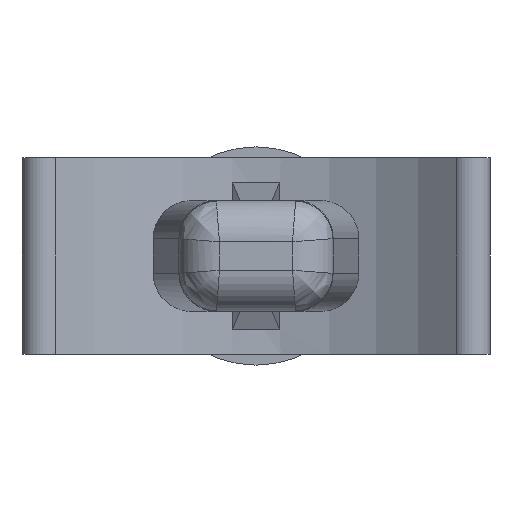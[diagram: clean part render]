
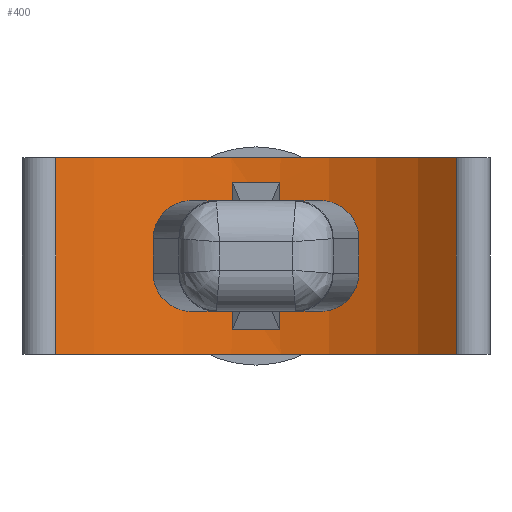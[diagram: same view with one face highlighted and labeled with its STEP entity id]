
A CAD part, front view. The second image highlights one B-rep face of the part: STEP entity #400.
In plain terms, the highlighted cylindrical face has radius 8.972 mm (diameter 17.943 mm), a partial arc.
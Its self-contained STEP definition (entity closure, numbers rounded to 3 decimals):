
#400 = ADVANCED_FACE( '', ( #807, #808 ), #809, .F. );
#807 = FACE_OUTER_BOUND( '', #2220, .T. );
#808 = FACE_BOUND( '', #2221, .T. );
#809 = CYLINDRICAL_SURFACE( '', #2222, 8.972 );
#2220 = EDGE_LOOP( '', ( #3285, #3286, #3287, #3288 ) );
#2221 = EDGE_LOOP( '', ( #3289, #3290, #3291, #3292 ) );
#2222 = AXIS2_PLACEMENT_3D( '', #3293, #3294, #3295 );
#3285 = ORIENTED_EDGE( '', *, *, #3720, .T. );
#3286 = ORIENTED_EDGE( '', *, *, #3660, .F. );
#3287 = ORIENTED_EDGE( '', *, *, #3767, .F. );
#3288 = ORIENTED_EDGE( '', *, *, #3478, .T. );
#3289 = ORIENTED_EDGE( '', *, *, #3513, .T. );
#3290 = ORIENTED_EDGE( '', *, *, #3386, .T. );
#3291 = ORIENTED_EDGE( '', *, *, #3785, .T. );
#3292 = ORIENTED_EDGE( '', *, *, #3559, .T. );
#3293 = CARTESIAN_POINT( '', ( 0., -18.522, 3.1 ) );
#3294 = DIRECTION( '', ( 0., 0., 1. ) );
#3295 = DIRECTION( '', ( -1., 0., 0. ) );
#3386 = EDGE_CURVE( '', #3862, #3863, #3864, .T. );
#3478 = EDGE_CURVE( '', #4018, #4016, #4019, .T. );
#3513 = EDGE_CURVE( '', #4068, #3862, #4069, .T. );
#3559 = EDGE_CURVE( '', #4132, #4068, #4133, .F. );
#3660 = EDGE_CURVE( '', #4276, #4271, #4278, .T. );
#3720 = EDGE_CURVE( '', #4016, #4271, #4354, .T. );
#3767 = EDGE_CURVE( '', #4018, #4276, #4407, .T. );
#3785 = EDGE_CURVE( '', #3863, #4132, #4427, .T. );
#3862 = VERTEX_POINT( '', #4528 );
#3863 = VERTEX_POINT( '', #4529 );
#3864 = LINE( '', #4530, #4531 );
#4016 = VERTEX_POINT( '', #4729 );
#4018 = VERTEX_POINT( '', #4731 );
#4019 = LINE( '', #4732, #4733 );
#4068 = VERTEX_POINT( '', #4796 );
#4069 = CIRCLE( '', #4797, 8.972 );
#4132 = VERTEX_POINT( '', #4881 );
#4133 = LINE( '', #4882, #4883 );
#4271 = VERTEX_POINT( '', #5070 );
#4276 = VERTEX_POINT( '', #5076 );
#4278 = LINE( '', #5078, #5079 );
#4354 = CIRCLE( '', #5188, 8.972 );
#4407 = CIRCLE( '', #5257, 8.972 );
#4427 = CIRCLE( '', #5281, 8.972 );
#4528 = CARTESIAN_POINT( '', ( 0.75, -9.581, 2.325 ) );
#4529 = CARTESIAN_POINT( '', ( 0.75, -9.581, -2.325 ) );
#4530 = CARTESIAN_POINT( '', ( 0.75, -9.581, 3.1 ) );
#4531 = VECTOR( '', #5339, 1000. );
#4729 = CARTESIAN_POINT( '', ( -6.334, -12.168, -3.1 ) );
#4731 = CARTESIAN_POINT( '', ( -6.334, -12.168, 3.1 ) );
#4732 = CARTESIAN_POINT( '', ( -6.334, -12.168, 3.1 ) );
#4733 = VECTOR( '', #5470, 1000. );
#4796 = CARTESIAN_POINT( '', ( -0.75, -9.581, 2.325 ) );
#4797 = AXIS2_PLACEMENT_3D( '', #5518, #5519, #5520 );
#4881 = CARTESIAN_POINT( '', ( -0.75, -9.581, -2.325 ) );
#4882 = CARTESIAN_POINT( '', ( -0.75, -9.581, 3.1 ) );
#4883 = VECTOR( '', #5578, 1000. );
#5070 = CARTESIAN_POINT( '', ( 6.334, -12.168, -3.1 ) );
#5076 = CARTESIAN_POINT( '', ( 6.334, -12.168, 3.1 ) );
#5078 = CARTESIAN_POINT( '', ( 6.334, -12.168, 3.1 ) );
#5079 = VECTOR( '', #5701, 1000. );
#5188 = AXIS2_PLACEMENT_3D( '', #5759, #5760, #5761 );
#5257 = AXIS2_PLACEMENT_3D( '', #5805, #5806, #5807 );
#5281 = AXIS2_PLACEMENT_3D( '', #5821, #5822, #5823 );
#5339 = DIRECTION( '', ( 0., 0., -1. ) );
#5470 = DIRECTION( '', ( 0., 0., -1. ) );
#5518 = CARTESIAN_POINT( '', ( 0., -18.522, 2.325 ) );
#5519 = DIRECTION( '', ( 0., 0., -1. ) );
#5520 = DIRECTION( '', ( -1., 0., 0. ) );
#5578 = DIRECTION( '', ( 0., 0., -1. ) );
#5701 = DIRECTION( '', ( 0., 0., -1. ) );
#5759 = CARTESIAN_POINT( '', ( 0., -18.522, -3.1 ) );
#5760 = DIRECTION( '', ( 0., 0., -1. ) );
#5761 = DIRECTION( '', ( 1., 0., 0. ) );
#5805 = CARTESIAN_POINT( '', ( 0., -18.522, 3.1 ) );
#5806 = DIRECTION( '', ( 0., 0., -1. ) );
#5807 = DIRECTION( '', ( 1., 0., 0. ) );
#5821 = CARTESIAN_POINT( '', ( 0., -18.522, -2.325 ) );
#5822 = DIRECTION( '', ( 0., 0., 1. ) );
#5823 = DIRECTION( '', ( 1., 0., 0. ) );
